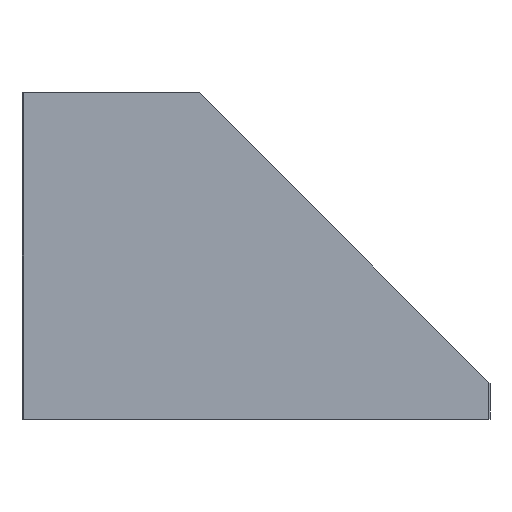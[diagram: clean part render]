
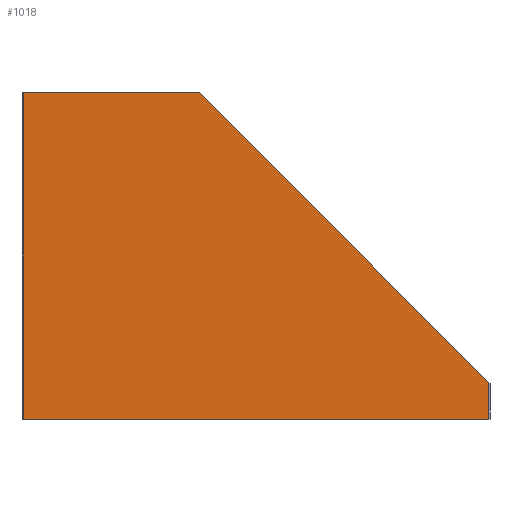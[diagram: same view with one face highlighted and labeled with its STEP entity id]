
A CAD part, front view. The second image highlights one B-rep face of the part: STEP entity #1018.
In plain terms, the highlighted planar face has unit normal (0, -1, 0).
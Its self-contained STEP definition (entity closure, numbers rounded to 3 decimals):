
#32 = PLANE('',#33);
#33 = AXIS2_PLACEMENT_3D('',#34,#35,#36);
#34 = CARTESIAN_POINT('',(-5.4,0.,33.));
#35 = DIRECTION('',(0.,0.,1.));
#36 = DIRECTION('',(1.,0.,0.));
#141 = VERTEX_POINT('',#142);
#142 = CARTESIAN_POINT('',(-31.75,-28.5,33.));
#156 = PLANE('',#157);
#157 = AXIS2_PLACEMENT_3D('',#158,#159,#160);
#158 = CARTESIAN_POINT('',(-31.85,-28.4,-4.));
#159 = DIRECTION('',(-0.707,-0.707,0.));
#160 = DIRECTION('',(0.,0.,-1.));
#168 = EDGE_CURVE('',#141,#169,#171,.T.);
#169 = VERTEX_POINT('',#170);
#170 = CARTESIAN_POINT('',(-11.85,-28.5,33.));
#171 = SURFACE_CURVE('',#172,(#176,#183),.PCURVE_S1.);
#172 = LINE('',#173,#174);
#173 = CARTESIAN_POINT('',(-31.95,-28.5,33.));
#174 = VECTOR('',#175,1.);
#175 = DIRECTION('',(1.,0.,0.));
#176 = PCURVE('',#32,#177);
#177 = DEFINITIONAL_REPRESENTATION('',(#178),#182);
#178 = LINE('',#179,#180);
#179 = CARTESIAN_POINT('',(-26.55,-28.5));
#180 = VECTOR('',#181,1.);
#181 = DIRECTION('',(1.,0.));
#182 = ( GEOMETRIC_REPRESENTATION_CONTEXT(2) 
PARAMETRIC_REPRESENTATION_CONTEXT() REPRESENTATION_CONTEXT('2D SPACE',''
  ) );
#183 = PCURVE('',#184,#189);
#184 = PLANE('',#185);
#185 = AXIS2_PLACEMENT_3D('',#186,#187,#188);
#186 = CARTESIAN_POINT('',(-31.95,-28.5,-4.));
#187 = DIRECTION('',(0.,1.,0.));
#188 = DIRECTION('',(1.,0.,0.));
#189 = DEFINITIONAL_REPRESENTATION('',(#190),#194);
#190 = LINE('',#191,#192);
#191 = CARTESIAN_POINT('',(0.,-37.));
#192 = VECTOR('',#193,1.);
#193 = DIRECTION('',(1.,0.));
#194 = ( GEOMETRIC_REPRESENTATION_CONTEXT(2) 
PARAMETRIC_REPRESENTATION_CONTEXT() REPRESENTATION_CONTEXT('2D SPACE',''
  ) );
#212 = PLANE('',#213);
#213 = AXIS2_PLACEMENT_3D('',#214,#215,#216);
#214 = CARTESIAN_POINT('',(4.65,-28.3,16.5));
#215 = DIRECTION('',(-0.707,0.,-0.707));
#216 = DIRECTION('',(0.,1.,0.));
#945 = EDGE_CURVE('',#169,#946,#948,.T.);
#946 = VERTEX_POINT('',#947);
#947 = CARTESIAN_POINT('',(20.95,-28.5,0.2));
#948 = SURFACE_CURVE('',#949,(#953,#960),.PCURVE_S1.);
#949 = LINE('',#950,#951);
#950 = CARTESIAN_POINT('',(0.625,-28.5,20.525));
#951 = VECTOR('',#952,1.);
#952 = DIRECTION('',(0.707,0.,-0.707));
#953 = PCURVE('',#212,#954);
#954 = DEFINITIONAL_REPRESENTATION('',(#955),#959);
#955 = LINE('',#956,#957);
#956 = CARTESIAN_POINT('',(-0.2,-5.692));
#957 = VECTOR('',#958,1.);
#958 = DIRECTION('',(0.,1.));
#959 = ( GEOMETRIC_REPRESENTATION_CONTEXT(2) 
PARAMETRIC_REPRESENTATION_CONTEXT() REPRESENTATION_CONTEXT('2D SPACE',''
  ) );
#960 = PCURVE('',#184,#961);
#961 = DEFINITIONAL_REPRESENTATION('',(#962),#966);
#962 = LINE('',#963,#964);
#963 = CARTESIAN_POINT('',(32.575,-24.525));
#964 = VECTOR('',#965,1.);
#965 = DIRECTION('',(0.707,0.707));
#966 = ( GEOMETRIC_REPRESENTATION_CONTEXT(2) 
PARAMETRIC_REPRESENTATION_CONTEXT() REPRESENTATION_CONTEXT('2D SPACE',''
  ) );
#1007 = PLANE('',#1008);
#1008 = AXIS2_PLACEMENT_3D('',#1009,#1010,#1011);
#1009 = CARTESIAN_POINT('',(21.05,-28.4,-4.));
#1010 = DIRECTION('',(0.707,-0.707,0.));
#1011 = DIRECTION('',(0.,0.,-1.));
#1018 = ADVANCED_FACE('',(#1019),#184,.F.);
#1019 = FACE_BOUND('',#1020,.F.);
#1020 = EDGE_LOOP('',(#1021,#1044,#1072,#1093,#1094));
#1021 = ORIENTED_EDGE('',*,*,#1022,.F.);
#1022 = EDGE_CURVE('',#1023,#946,#1025,.T.);
#1023 = VERTEX_POINT('',#1024);
#1024 = CARTESIAN_POINT('',(20.95,-28.5,-4.));
#1025 = SURFACE_CURVE('',#1026,(#1030,#1037),.PCURVE_S1.);
#1026 = LINE('',#1027,#1028);
#1027 = CARTESIAN_POINT('',(20.95,-28.5,-4.));
#1028 = VECTOR('',#1029,1.);
#1029 = DIRECTION('',(0.,0.,1.));
#1030 = PCURVE('',#184,#1031);
#1031 = DEFINITIONAL_REPRESENTATION('',(#1032),#1036);
#1032 = LINE('',#1033,#1034);
#1033 = CARTESIAN_POINT('',(52.9,0.));
#1034 = VECTOR('',#1035,1.);
#1035 = DIRECTION('',(0.,-1.));
#1036 = ( GEOMETRIC_REPRESENTATION_CONTEXT(2) 
PARAMETRIC_REPRESENTATION_CONTEXT() REPRESENTATION_CONTEXT('2D SPACE',''
  ) );
#1037 = PCURVE('',#1007,#1038);
#1038 = DEFINITIONAL_REPRESENTATION('',(#1039),#1043);
#1039 = LINE('',#1040,#1041);
#1040 = CARTESIAN_POINT('',(0.,-0.141));
#1041 = VECTOR('',#1042,1.);
#1042 = DIRECTION('',(-1.,0.));
#1043 = ( GEOMETRIC_REPRESENTATION_CONTEXT(2) 
PARAMETRIC_REPRESENTATION_CONTEXT() REPRESENTATION_CONTEXT('2D SPACE',''
  ) );
#1044 = ORIENTED_EDGE('',*,*,#1045,.F.);
#1045 = EDGE_CURVE('',#1046,#1023,#1048,.T.);
#1046 = VERTEX_POINT('',#1047);
#1047 = CARTESIAN_POINT('',(-31.75,-28.5,-4.));
#1048 = SURFACE_CURVE('',#1049,(#1053,#1060),.PCURVE_S1.);
#1049 = LINE('',#1050,#1051);
#1050 = CARTESIAN_POINT('',(-31.95,-28.5,-4.));
#1051 = VECTOR('',#1052,1.);
#1052 = DIRECTION('',(1.,0.,0.));
#1053 = PCURVE('',#184,#1054);
#1054 = DEFINITIONAL_REPRESENTATION('',(#1055),#1059);
#1055 = LINE('',#1056,#1057);
#1056 = CARTESIAN_POINT('',(0.,0.));
#1057 = VECTOR('',#1058,1.);
#1058 = DIRECTION('',(1.,0.));
#1059 = ( GEOMETRIC_REPRESENTATION_CONTEXT(2) 
PARAMETRIC_REPRESENTATION_CONTEXT() REPRESENTATION_CONTEXT('2D SPACE',''
  ) );
#1060 = PCURVE('',#1061,#1066);
#1061 = PLANE('',#1062);
#1062 = AXIS2_PLACEMENT_3D('',#1063,#1064,#1065);
#1063 = CARTESIAN_POINT('',(-5.4,0.,-4.));
#1064 = DIRECTION('',(0.,0.,1.));
#1065 = DIRECTION('',(1.,0.,0.));
#1066 = DEFINITIONAL_REPRESENTATION('',(#1067),#1071);
#1067 = LINE('',#1068,#1069);
#1068 = CARTESIAN_POINT('',(-26.55,-28.5));
#1069 = VECTOR('',#1070,1.);
#1070 = DIRECTION('',(1.,0.));
#1071 = ( GEOMETRIC_REPRESENTATION_CONTEXT(2) 
PARAMETRIC_REPRESENTATION_CONTEXT() REPRESENTATION_CONTEXT('2D SPACE',''
  ) );
#1072 = ORIENTED_EDGE('',*,*,#1073,.T.);
#1073 = EDGE_CURVE('',#1046,#141,#1074,.T.);
#1074 = SURFACE_CURVE('',#1075,(#1079,#1086),.PCURVE_S1.);
#1075 = LINE('',#1076,#1077);
#1076 = CARTESIAN_POINT('',(-31.75,-28.5,-4.));
#1077 = VECTOR('',#1078,1.);
#1078 = DIRECTION('',(0.,0.,1.));
#1079 = PCURVE('',#184,#1080);
#1080 = DEFINITIONAL_REPRESENTATION('',(#1081),#1085);
#1081 = LINE('',#1082,#1083);
#1082 = CARTESIAN_POINT('',(0.2,0.));
#1083 = VECTOR('',#1084,1.);
#1084 = DIRECTION('',(0.,-1.));
#1085 = ( GEOMETRIC_REPRESENTATION_CONTEXT(2) 
PARAMETRIC_REPRESENTATION_CONTEXT() REPRESENTATION_CONTEXT('2D SPACE',''
  ) );
#1086 = PCURVE('',#156,#1087);
#1087 = DEFINITIONAL_REPRESENTATION('',(#1088),#1092);
#1088 = LINE('',#1089,#1090);
#1089 = CARTESIAN_POINT('',(0.,0.141));
#1090 = VECTOR('',#1091,1.);
#1091 = DIRECTION('',(-1.,0.));
#1092 = ( GEOMETRIC_REPRESENTATION_CONTEXT(2) 
PARAMETRIC_REPRESENTATION_CONTEXT() REPRESENTATION_CONTEXT('2D SPACE',''
  ) );
#1093 = ORIENTED_EDGE('',*,*,#168,.T.);
#1094 = ORIENTED_EDGE('',*,*,#945,.T.);
